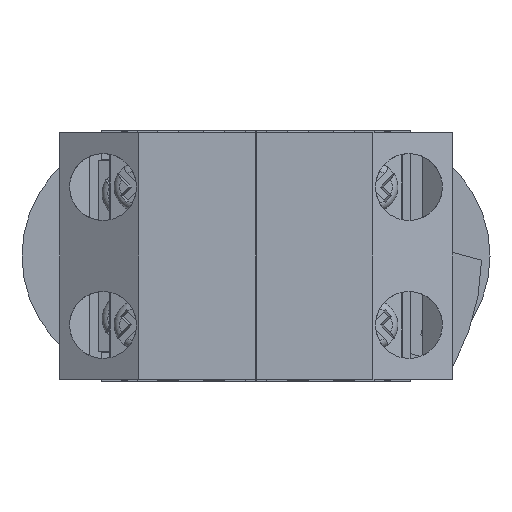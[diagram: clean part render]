
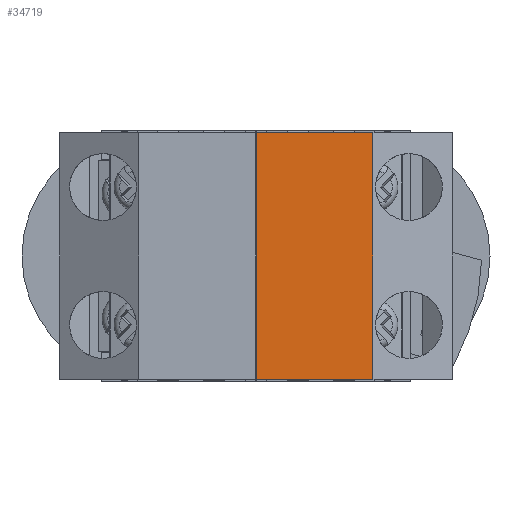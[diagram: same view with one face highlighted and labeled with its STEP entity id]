
A CAD part, front view. The second image highlights one B-rep face of the part: STEP entity #34719.
In plain terms, the highlighted planar face has unit normal (0, -1, 0).
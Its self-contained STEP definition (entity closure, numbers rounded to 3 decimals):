
#1297 = DIRECTION ( 'NONE',  ( 0., 0., -1. ) ) ;
#1345 = EDGE_LOOP ( 'NONE', ( #47606, #38992, #9798, #12810 ) ) ;
#1460 = VECTOR ( 'NONE', #14130, 1000. ) ;
#2822 = EDGE_CURVE ( 'NONE', #41153, #43564, #13787, .T. ) ;
#3116 = EDGE_CURVE ( 'NONE', #20859, #34675, #39882, .T. ) ;
#3543 = VECTOR ( 'NONE', #1297, 1000. ) ;
#4846 = CARTESIAN_POINT ( 'NONE',  ( 0., -27.5, 14.75 ) ) ;
#9452 = DIRECTION ( 'NONE',  ( 0., 1., 0. ) ) ;
#9624 = CARTESIAN_POINT ( 'NONE',  ( 0.1, -27.5, 14.75 ) ) ;
#9798 = ORIENTED_EDGE ( 'NONE', *, *, #3116, .F. ) ;
#11785 = EDGE_CURVE ( 'NONE', #20859, #41153, #41918, .T. ) ;
#12472 = LINE ( 'NONE', #12765, #3543 ) ;
#12548 = VECTOR ( 'NONE', #22662, 1000. ) ;
#12765 = CARTESIAN_POINT ( 'NONE',  ( 14., -27.5, 14.75 ) ) ;
#12810 = ORIENTED_EDGE ( 'NONE', *, *, #11785, .T. ) ;
#13787 = LINE ( 'NONE', #26453, #12548 ) ;
#14130 = DIRECTION ( 'NONE',  ( 0., 0., -1. ) ) ;
#16890 = AXIS2_PLACEMENT_3D ( 'NONE', #24584, #9452, #36034 ) ;
#20859 = VERTEX_POINT ( 'NONE', #9624 ) ;
#22662 = DIRECTION ( 'NONE',  ( 1., 0., 0. ) ) ;
#24584 = CARTESIAN_POINT ( 'NONE',  ( 0., -27.5, 14.75 ) ) ;
#26453 = CARTESIAN_POINT ( 'NONE',  ( 0., -27.5, -14.75 ) ) ;
#32247 = PLANE ( 'NONE',  #16890 ) ;
#32765 = EDGE_CURVE ( 'NONE', #34675, #43564, #12472, .T. ) ;
#34257 = FACE_OUTER_BOUND ( 'NONE', #1345, .T. ) ;
#34675 = VERTEX_POINT ( 'NONE', #43202 ) ;
#34719 = ADVANCED_FACE ( 'NONE', ( #34257 ), #32247, .F. ) ;
#35269 = DIRECTION ( 'NONE',  ( 1., 0., 0. ) ) ;
#36034 = DIRECTION ( 'NONE',  ( -1., 0., 0. ) ) ;
#38664 = VECTOR ( 'NONE', #35269, 1000. ) ;
#38992 = ORIENTED_EDGE ( 'NONE', *, *, #32765, .F. ) ;
#39882 = LINE ( 'NONE', #4846, #38664 ) ;
#41153 = VERTEX_POINT ( 'NONE', #41271 ) ;
#41271 = CARTESIAN_POINT ( 'NONE',  ( 0.1, -27.5, -14.75 ) ) ;
#41918 = LINE ( 'NONE', #48167, #1460 ) ;
#43202 = CARTESIAN_POINT ( 'NONE',  ( 14., -27.5, 14.75 ) ) ;
#43564 = VERTEX_POINT ( 'NONE', #47922 ) ;
#47606 = ORIENTED_EDGE ( 'NONE', *, *, #2822, .T. ) ;
#47922 = CARTESIAN_POINT ( 'NONE',  ( 14., -27.5, -14.75 ) ) ;
#48167 = CARTESIAN_POINT ( 'NONE',  ( 0.1, -27.5, 14.75 ) ) ;
